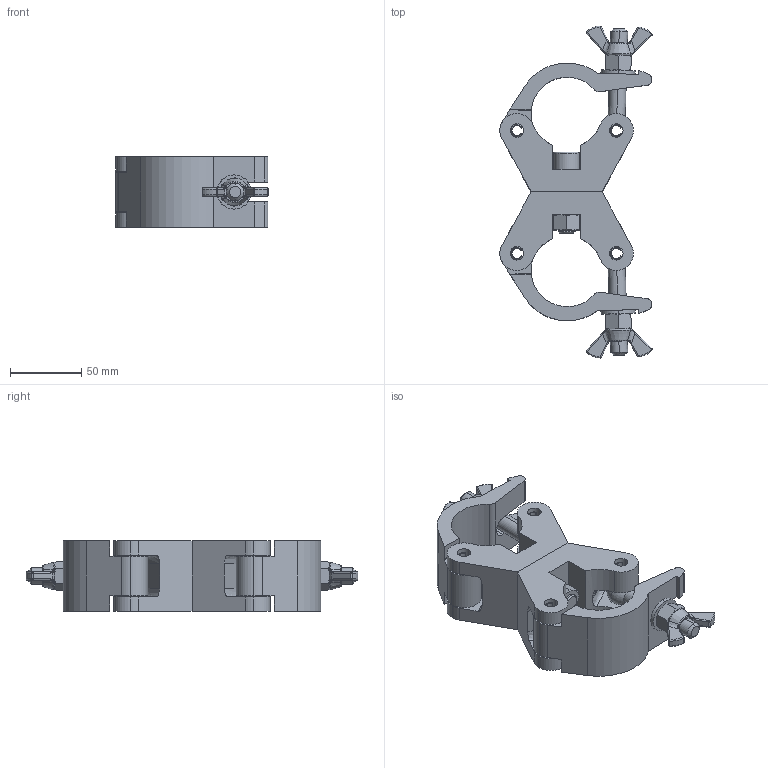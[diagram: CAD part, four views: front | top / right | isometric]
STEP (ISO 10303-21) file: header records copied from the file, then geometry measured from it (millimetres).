
FILE_DESCRIPTION (( 'STEP AP203' ), '1' );
FILE_NAME ('T57104.STEP', '2018-08-07T08:56:16', ( '' ), ( '' ), 'SwSTEP 2.0', 'SolidWorks 2016', '' );
FILE_SCHEMA (( 'CONFIG_CONTROL_DESIGN' ));
Length unit declared in the file: millimetre
Products named in the file (16): Socket Head Cap Screw_Doughty Fastners_BS EN ISO 4762 M12 x 45 - 45S; T57104; T78000; Spring Pin Slotted_HD_Doughty Fastners_Spring Pin ISO 8752 - 6 x 32St; TH2001_TH2001 - 50MM WIDE; TH157_TH157; F883_DIN 315-M12-GT-C-N; TH566; TH156_TH156; A Washer_Bright washer BS 4320 - M12 (Form A); TH2000_TH2000 - 50MM WIDE; Hex Nut Style 1 GradeAB_Doughty Fastners_BS EN 24032 - M12 - D - S; F790; Hex Nut Style 1 GradeAB_Doughty Fastners_Hexagon Nut ISO - 4032 - M12 - D - S
Assembly tree (20 placements, depth 3):
  T57104
    TH156_TH156
      TH2000_TH2000 - 50MM WIDE
    TH157_TH157  x2
      TH2001_TH2001 - 50MM WIDE
    T78000  x2
      TH566
      A Washer_Bright washer BS 4320 - M12 (Form A)
      Hex Nut Style 1 GradeAB_Doughty Fastners_Hexagon Nut ISO - 4032 - M12 - D - S
      F883_DIN 315-M12-GT-C-N
    F790  x4
    TH156_TH156
      TH2000_TH2000 - 50MM WIDE
    Socket Head Cap Screw_Doughty Fastners_BS EN ISO 4762 M12 x 45 - 45S
    Hex Nut Style 1 GradeAB_Doughty Fastners_BS EN 24032 - M12 - D - S
    Spring Pin Slotted_HD_Doughty Fastners_Spring Pin ISO 8752 - 6 x 32St
Bounding box: 107.22 x 233.75 x 49.9 mm (x, y, z)
Volume: 397553.8 mm3; surface area: 112490.4 mm2
Topology: 19 solids, 19 shells, 772 faces, 1839 edges, 1087 vertices
Faces by surface type: cone 271, cylinder 248, plane 147, bspline 64, sphere 22, torus 20
Entity records: 18271 total; most frequent: CARTESIAN_POINT 3962, DIRECTION 2808, ORIENTED_EDGE 2540, EDGE_CURVE 1270, AXIS2_PLACEMENT_3D 1143, VERTEX_POINT 765, CIRCLE 623, EDGE_LOOP 567
